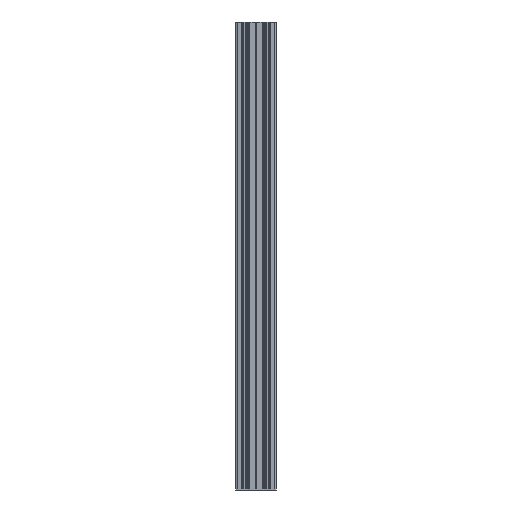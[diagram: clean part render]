
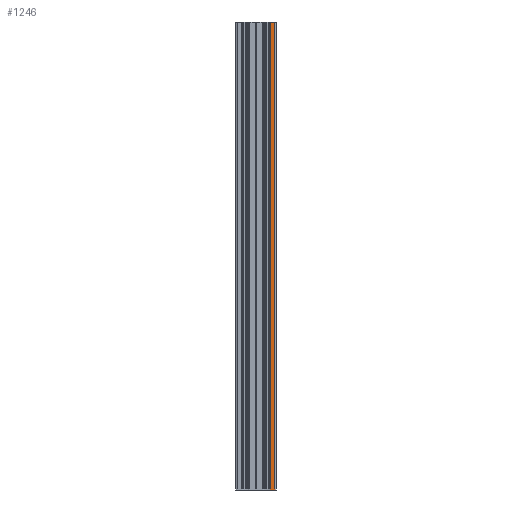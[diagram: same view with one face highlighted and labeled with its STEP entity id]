
A CAD part, front view. The second image highlights one B-rep face of the part: STEP entity #1246.
In plain terms, the highlighted planar face has unit normal (0, -1, 0).
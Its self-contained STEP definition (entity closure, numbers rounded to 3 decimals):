
#1246=ADVANCED_FACE('',(#4124),#4126,.T.);
#4124=FACE_BOUND('',#4125,.T.);
#4125=EDGE_LOOP('',(#6830,#6831,#6832,#6833));
#4126=PLANE('',#4127);
#4127=AXIS2_PLACEMENT_3D('',#4128,#4129,#4130);
#4128=CARTESIAN_POINT('',(23.7,-10.,-460.));
#4129=DIRECTION('',(0.,-1.,0.));
#4130=DIRECTION('',(1.,0.,0.));
#6830=ORIENTED_EDGE('',*,*,#8589,.T.);
#6831=ORIENTED_EDGE('',*,*,#8155,.F.);
#6832=ORIENTED_EDGE('',*,*,#8590,.F.);
#6833=ORIENTED_EDGE('',*,*,#7813,.T.);
#7813=EDGE_CURVE('',#8973,#8971,#8974,.T.);
#8155=EDGE_CURVE('',#9655,#9657,#9658,.T.);
#8589=EDGE_CURVE('',#8971,#9657,#10309,.T.);
#8590=EDGE_CURVE('',#8973,#9655,#10310,.T.);
#8971=VERTEX_POINT('',#11001);
#8973=VERTEX_POINT('',#11006);
#8974=LINE('',#11007,#11008);
#9655=VERTEX_POINT('',#12546);
#9657=VERTEX_POINT('',#12551);
#9658=LINE('',#12552,#12553);
#10309=LINE('',#14191,#14192);
#10310=LINE('',#14194,#14195);
#11001=CARTESIAN_POINT('',(28.5,-10.,-460.));
#11006=CARTESIAN_POINT('',(23.95,-10.,-460.));
#11007=CARTESIAN_POINT('',(23.95,-10.,-460.));
#11008=VECTOR('',#11009,1.);
#11009=DIRECTION('',(1.,0.,0.));
#12546=CARTESIAN_POINT('',(23.95,-10.,0.));
#12551=CARTESIAN_POINT('',(28.5,-10.,0.));
#12552=CARTESIAN_POINT('',(23.95,-10.,0.));
#12553=VECTOR('',#12554,1.);
#12554=DIRECTION('',(1.,0.,0.));
#14191=CARTESIAN_POINT('',(28.5,-10.,-460.));
#14192=VECTOR('',#14193,1.);
#14193=DIRECTION('',(0.,0.,1.));
#14194=CARTESIAN_POINT('',(23.95,-10.,-460.));
#14195=VECTOR('',#14196,1.);
#14196=DIRECTION('',(0.,0.,1.));
